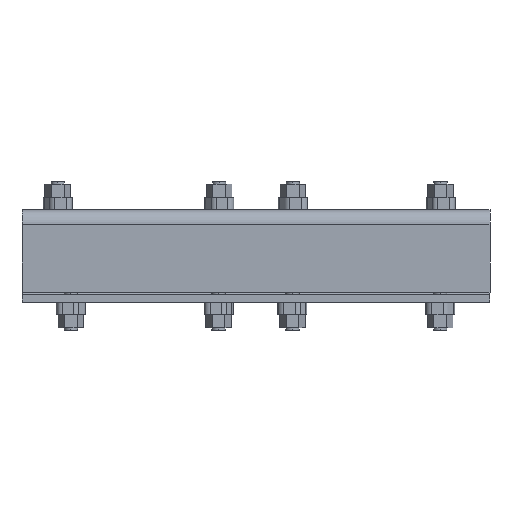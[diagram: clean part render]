
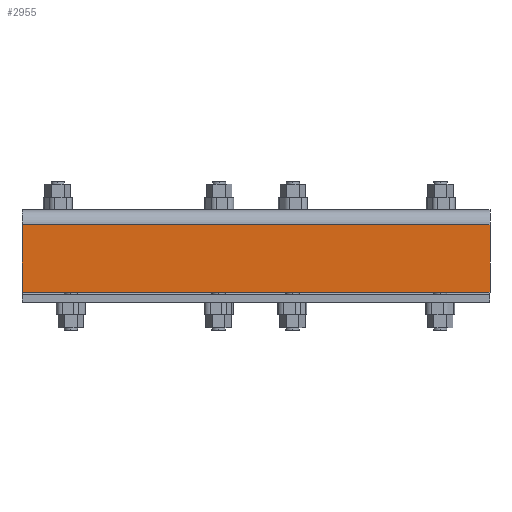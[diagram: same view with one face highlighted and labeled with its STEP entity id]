
A CAD part, left-side view. The second image highlights one B-rep face of the part: STEP entity #2955.
In plain terms, the highlighted planar face has unit normal (-1, 0, 0).
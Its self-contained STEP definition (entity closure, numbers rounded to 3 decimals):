
#46 = CARTESIAN_POINT ( 'NONE',  ( -23.866, 243.039, 170.591 ) ) ;
#59 = VECTOR ( 'NONE', #3372, 1000. ) ;
#72 = EDGE_CURVE ( 'NONE', #80, #1550, #332, .T. ) ;
#80 = VERTEX_POINT ( 'NONE', #2172 ) ;
#98 = VERTEX_POINT ( 'NONE', #318 ) ;
#175 = DIRECTION ( 'NONE',  ( -1., 0., 0. ) ) ;
#229 = VECTOR ( 'NONE', #3248, 1000. ) ;
#289 = VECTOR ( 'NONE', #695, 1000. ) ;
#318 = CARTESIAN_POINT ( 'NONE',  ( -23.866, 243.039, 115.591 ) ) ;
#332 = LINE ( 'NONE', #3279, #1274 ) ;
#372 = ORIENTED_EDGE ( 'NONE', *, *, #1703, .T. ) ;
#695 = DIRECTION ( 'NONE',  ( 0., 0., 1. ) ) ;
#874 = ORIENTED_EDGE ( 'NONE', *, *, #72, .F. ) ;
#992 = CARTESIAN_POINT ( 'NONE',  ( -23.866, -137.129, 170.591 ) ) ;
#1181 = EDGE_CURVE ( 'NONE', #98, #2455, #1219, .T. ) ;
#1219 = LINE ( 'NONE', #1792, #289 ) ;
#1246 = DIRECTION ( 'NONE',  ( 0., 1., 0. ) ) ;
#1274 = VECTOR ( 'NONE', #1671, 1000. ) ;
#1311 = AXIS2_PLACEMENT_3D ( 'NONE', #992, #175, #1246 ) ;
#1550 = VERTEX_POINT ( 'NONE', #3027 ) ;
#1567 = EDGE_CURVE ( 'NONE', #98, #1550, #2466, .T. ) ;
#1671 = DIRECTION ( 'NONE',  ( 0., 0., -1. ) ) ;
#1703 = EDGE_CURVE ( 'NONE', #80, #2455, #2013, .T. ) ;
#1749 = FACE_OUTER_BOUND ( 'NONE', #2021, .T. ) ;
#1792 = CARTESIAN_POINT ( 'NONE',  ( -23.866, 243.039, 115.591 ) ) ;
#2013 = LINE ( 'NONE', #3341, #59 ) ;
#2021 = EDGE_LOOP ( 'NONE', ( #874, #372, #2528, #2951 ) ) ;
#2172 = CARTESIAN_POINT ( 'NONE',  ( -23.866, -137.129, 170.591 ) ) ;
#2222 = CARTESIAN_POINT ( 'NONE',  ( -23.866, 243.039, 115.591 ) ) ;
#2455 = VERTEX_POINT ( 'NONE', #46 ) ;
#2466 = LINE ( 'NONE', #2222, #229 ) ;
#2528 = ORIENTED_EDGE ( 'NONE', *, *, #1181, .F. ) ;
#2951 = ORIENTED_EDGE ( 'NONE', *, *, #1567, .T. ) ;
#2955 = ADVANCED_FACE ( 'NONE', ( #1749 ), #3086, .T. ) ;
#3027 = CARTESIAN_POINT ( 'NONE',  ( -23.866, -137.129, 115.591 ) ) ;
#3086 = PLANE ( 'NONE',  #1311 ) ;
#3248 = DIRECTION ( 'NONE',  ( 0., -1., 0. ) ) ;
#3279 = CARTESIAN_POINT ( 'NONE',  ( -23.866, -137.129, 170.591 ) ) ;
#3341 = CARTESIAN_POINT ( 'NONE',  ( -23.866, -137.129, 170.591 ) ) ;
#3372 = DIRECTION ( 'NONE',  ( 0., 1., 0. ) ) ;
